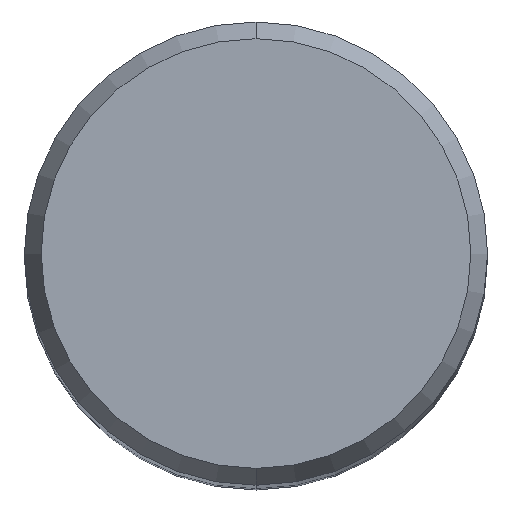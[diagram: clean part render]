
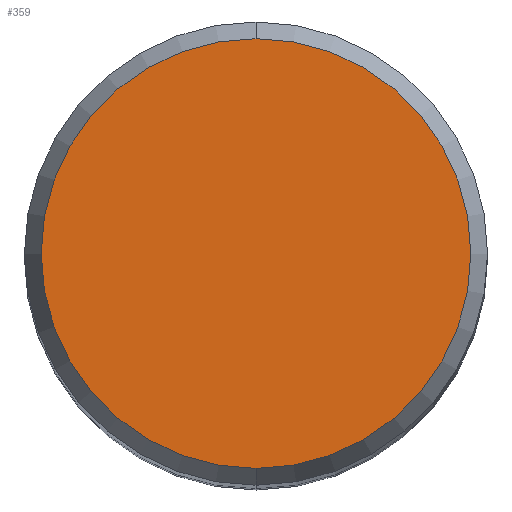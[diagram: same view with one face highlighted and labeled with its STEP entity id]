
A CAD part, top view. The second image highlights one B-rep face of the part: STEP entity #359.
In plain terms, the highlighted planar face has unit normal (0, 0, 1).
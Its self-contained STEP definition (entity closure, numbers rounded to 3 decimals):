
#199=VERTEX_POINT('',#453);
#247=VERTEX_POINT('',#506);
#269=EDGE_CURVE('',#199,#247,#531,.T.);
#315=EDGE_CURVE('',#247,#199,#582,.T.);
#359=ADVANCED_FACE('',(#630),#631,.T.);
#453=CARTESIAN_POINT('',(0.0,5.892,0.0));
#506=CARTESIAN_POINT('',(0.,-5.892,0.0));
#531=CIRCLE('',#988,5.892);
#582=CIRCLE('',#1122,5.892);
#630=FACE_OUTER_BOUND('',#1218,.T.);
#631=PLANE('',#1219);
#988=AXIS2_PLACEMENT_3D('',#1400,#1401,#1402);
#1122=AXIS2_PLACEMENT_3D('',#1483,#1484,#1485);
#1218=EDGE_LOOP('',(#1528,#1529));
#1219=AXIS2_PLACEMENT_3D('',#1530,#1531,#1532);
#1400=CARTESIAN_POINT('',(0.0,0.0,0.0));
#1401=DIRECTION('',(0.0,0.0,-1.0));
#1402=DIRECTION('',(0.0,1.0,0.0));
#1483=CARTESIAN_POINT('',(0.0,0.0,0.0));
#1484=DIRECTION('',(0.0,0.0,-1.0));
#1485=DIRECTION('',(0.0,1.0,0.0));
#1528=ORIENTED_EDGE('',*,*,#269,.F.);
#1529=ORIENTED_EDGE('',*,*,#315,.F.);
#1530=CARTESIAN_POINT('',(0.0,2.946,0.0));
#1531=DIRECTION('',(-0.0,0.0,1.0));
#1532=DIRECTION('',(0.0,-1.0,0.0));
